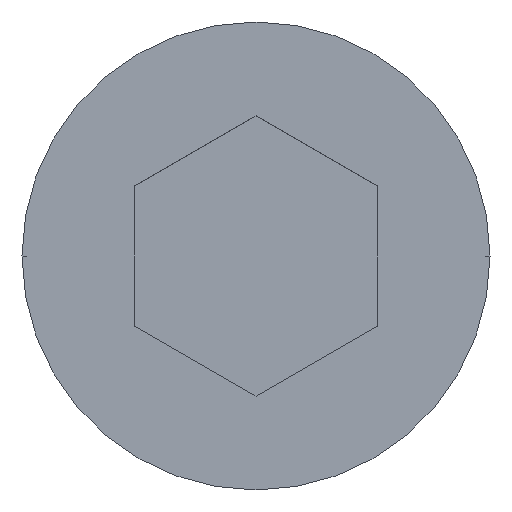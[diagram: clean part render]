
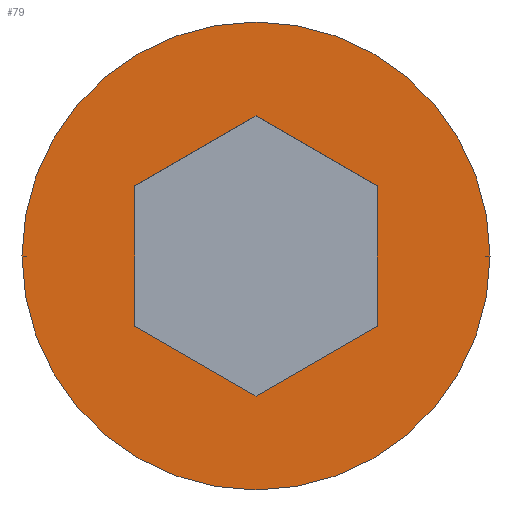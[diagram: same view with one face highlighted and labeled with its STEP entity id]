
A CAD part, top view. The second image highlights one B-rep face of the part: STEP entity #79.
In plain terms, the highlighted planar face has unit normal (0, 0, 1).
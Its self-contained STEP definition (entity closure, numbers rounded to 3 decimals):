
#4 = VECTOR ( 'NONE', #271, 1000. ) ;
#16 = ORIENTED_EDGE ( 'NONE', *, *, #378, .F. ) ;
#25 = DIRECTION ( 'NONE',  ( -0.866, -0.5, 0. ) ) ;
#26 = DIRECTION ( 'NONE',  ( -0.866, 0.5, 0. ) ) ;
#30 = LINE ( 'NONE', #33, #277 ) ;
#33 = CARTESIAN_POINT ( 'NONE',  ( 1.555, 0.898, 31.75 ) ) ;
#37 = VERTEX_POINT ( 'NONE', #363 ) ;
#52 = DIRECTION ( 'NONE',  ( 0., 0., -1. ) ) ;
#53 = DIRECTION ( 'NONE',  ( 1., 0., 0. ) ) ;
#61 = CARTESIAN_POINT ( 'NONE',  ( 0., 0., 31.75 ) ) ;
#64 = FACE_OUTER_BOUND ( 'NONE', #99, .T. ) ;
#72 = AXIS2_PLACEMENT_3D ( 'NONE', #61, #52, #185 ) ;
#79 = ADVANCED_FACE ( 'NONE', ( #333, #64 ), #235, .F. ) ;
#93 = AXIS2_PLACEMENT_3D ( 'NONE', #122, #374, #346 ) ;
#96 = LINE ( 'NONE', #275, #4 ) ;
#99 = EDGE_LOOP ( 'NONE', ( #317, #162 ) ) ;
#100 = ORIENTED_EDGE ( 'NONE', *, *, #133, .F. ) ;
#102 = VERTEX_POINT ( 'NONE', #335 ) ;
#114 = DIRECTION ( 'NONE',  ( 0., 0., -1. ) ) ;
#117 = VECTOR ( 'NONE', #118, 1000. ) ;
#118 = DIRECTION ( 'NONE',  ( 0.866, 0.5, 0. ) ) ;
#120 = CARTESIAN_POINT ( 'NONE',  ( 1.555, -0.898, 31.75 ) ) ;
#121 = LINE ( 'NONE', #308, #342 ) ;
#122 = CARTESIAN_POINT ( 'NONE',  ( 0., 0., 31.75 ) ) ;
#133 = EDGE_CURVE ( 'NONE', #281, #188, #30, .T. ) ;
#138 = EDGE_CURVE ( 'NONE', #188, #219, #267, .T. ) ;
#145 = LINE ( 'NONE', #367, #117 ) ;
#149 = AXIS2_PLACEMENT_3D ( 'NONE', #389, #114, #53 ) ;
#160 = VERTEX_POINT ( 'NONE', #270 ) ;
#162 = ORIENTED_EDGE ( 'NONE', *, *, #276, .F. ) ;
#169 = VERTEX_POINT ( 'NONE', #183 ) ;
#177 = EDGE_CURVE ( 'NONE', #160, #348, #145, .T. ) ;
#179 = CARTESIAN_POINT ( 'NONE',  ( -1.555, 0.898, 31.75 ) ) ;
#180 = LINE ( 'NONE', #329, #198 ) ;
#183 = CARTESIAN_POINT ( 'NONE',  ( -1.555, -0.898, 31.75 ) ) ;
#184 = DIRECTION ( 'NONE',  ( 0.866, -0.5, 0. ) ) ;
#185 = DIRECTION ( 'NONE',  ( -1., 0., 0. ) ) ;
#188 = VERTEX_POINT ( 'NONE', #369 ) ;
#197 = EDGE_LOOP ( 'NONE', ( #100, #16, #278, #301, #347, #246 ) ) ;
#198 = VECTOR ( 'NONE', #184, 1000. ) ;
#219 = VERTEX_POINT ( 'NONE', #179 ) ;
#235 = PLANE ( 'NONE',  #72 ) ;
#239 = CARTESIAN_POINT ( 'NONE',  ( 1.555, 0.898, 31.75 ) ) ;
#241 = CIRCLE ( 'NONE', #149, 3. ) ;
#246 = ORIENTED_EDGE ( 'NONE', *, *, #138, .F. ) ;
#249 = EDGE_CURVE ( 'NONE', #219, #169, #121, .T. ) ;
#258 = VECTOR ( 'NONE', #25, 1000. ) ;
#262 = CIRCLE ( 'NONE', #93, 3. ) ;
#267 = LINE ( 'NONE', #344, #258 ) ;
#270 = CARTESIAN_POINT ( 'NONE',  ( 0., -1.796, 31.75 ) ) ;
#271 = DIRECTION ( 'NONE',  ( 0., 1., 0. ) ) ;
#273 = DIRECTION ( 'NONE',  ( 0., -1., 0. ) ) ;
#275 = CARTESIAN_POINT ( 'NONE',  ( 1.555, -0.898, 31.75 ) ) ;
#276 = EDGE_CURVE ( 'NONE', #102, #37, #241, .T. ) ;
#277 = VECTOR ( 'NONE', #26, 1000. ) ;
#278 = ORIENTED_EDGE ( 'NONE', *, *, #177, .F. ) ;
#281 = VERTEX_POINT ( 'NONE', #239 ) ;
#301 = ORIENTED_EDGE ( 'NONE', *, *, #337, .F. ) ;
#308 = CARTESIAN_POINT ( 'NONE',  ( -1.555, 0.898, 31.75 ) ) ;
#317 = ORIENTED_EDGE ( 'NONE', *, *, #397, .F. ) ;
#329 = CARTESIAN_POINT ( 'NONE',  ( -1.555, -0.898, 31.75 ) ) ;
#333 = FACE_BOUND ( 'NONE', #197, .T. ) ;
#335 = CARTESIAN_POINT ( 'NONE',  ( -3., 0., 31.75 ) ) ;
#337 = EDGE_CURVE ( 'NONE', #169, #160, #180, .T. ) ;
#342 = VECTOR ( 'NONE', #273, 1000. ) ;
#344 = CARTESIAN_POINT ( 'NONE',  ( 0., 1.796, 31.75 ) ) ;
#346 = DIRECTION ( 'NONE',  ( 1., 0., 0. ) ) ;
#347 = ORIENTED_EDGE ( 'NONE', *, *, #249, .F. ) ;
#348 = VERTEX_POINT ( 'NONE', #120 ) ;
#363 = CARTESIAN_POINT ( 'NONE',  ( 3., 0., 31.75 ) ) ;
#367 = CARTESIAN_POINT ( 'NONE',  ( 0., -1.796, 31.75 ) ) ;
#369 = CARTESIAN_POINT ( 'NONE',  ( 0., 1.796, 31.75 ) ) ;
#374 = DIRECTION ( 'NONE',  ( 0., 0., -1. ) ) ;
#378 = EDGE_CURVE ( 'NONE', #348, #281, #96, .T. ) ;
#389 = CARTESIAN_POINT ( 'NONE',  ( 0., 0., 31.75 ) ) ;
#397 = EDGE_CURVE ( 'NONE', #37, #102, #262, .T. ) ;
